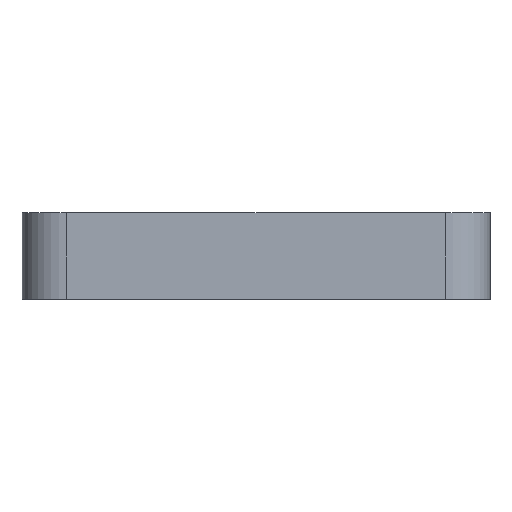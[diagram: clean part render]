
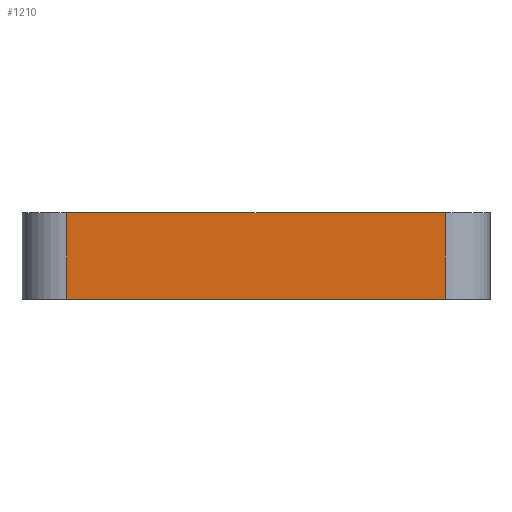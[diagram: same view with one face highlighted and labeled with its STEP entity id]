
A CAD part, front view. The second image highlights one B-rep face of the part: STEP entity #1210.
In plain terms, the highlighted planar face has unit normal (0, -1, 0).
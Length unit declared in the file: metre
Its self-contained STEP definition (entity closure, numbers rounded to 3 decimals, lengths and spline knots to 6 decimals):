
#128=ORIENTED_EDGE('',*,*,#480,.F.);
#129=ORIENTED_EDGE('',*,*,#481,.T.);
#130=ORIENTED_EDGE('',*,*,#482,.T.);
#131=ORIENTED_EDGE('',*,*,#483,.T.);
#480=EDGE_CURVE('',#656,#657,#768,.T.);
#481=EDGE_CURVE('',#656,#658,#769,.T.);
#482=EDGE_CURVE('',#658,#659,#770,.T.);
#483=EDGE_CURVE('',#659,#657,#771,.T.);
#656=VERTEX_POINT('',#1860);
#657=VERTEX_POINT('',#1861);
#658=VERTEX_POINT('',#1863);
#659=VERTEX_POINT('',#1865);
#768=LINE('',#1859,#872);
#769=LINE('',#1862,#873);
#770=LINE('',#1864,#874);
#771=LINE('',#1866,#875);
#872=VECTOR('',#1455,1.);
#873=VECTOR('',#1456,1.);
#874=VECTOR('',#1457,1.);
#875=VECTOR('',#1458,1.);
#976=EDGE_LOOP('',(#128,#129,#130,#131));
#1076=FACE_BOUND('',#976,.T.);
#1176=PLANE('',#1301);
#1210=ADVANCED_FACE('',(#1076),#1176,.F.);
#1301=AXIS2_PLACEMENT_3D('',#1858,#1453,#1454);
#1453=DIRECTION('',(0.,1.,0.));
#1454=DIRECTION('',(-1.,0.,0.));
#1455=DIRECTION('',(0.,0.,1.));
#1456=DIRECTION('',(1.,0.,0.));
#1457=DIRECTION('',(0.,0.,1.));
#1458=DIRECTION('',(-1.,0.,0.));
#1858=CARTESIAN_POINT('',(0.,-0.021,0.007798));
#1859=CARTESIAN_POINT('',(-0.017,-0.021,-0.052119));
#1860=CARTESIAN_POINT('',(-0.017,-0.021,0.));
#1861=CARTESIAN_POINT('',(-0.017,-0.021,0.007798));
#1862=CARTESIAN_POINT('',(-0.042,-0.021,0.));
#1863=CARTESIAN_POINT('',(0.017,-0.021,0.));
#1864=CARTESIAN_POINT('',(0.017,-0.021,-0.052119));
#1865=CARTESIAN_POINT('',(0.017,-0.021,0.007798));
#1866=CARTESIAN_POINT('',(0.017,-0.021,0.007798));
